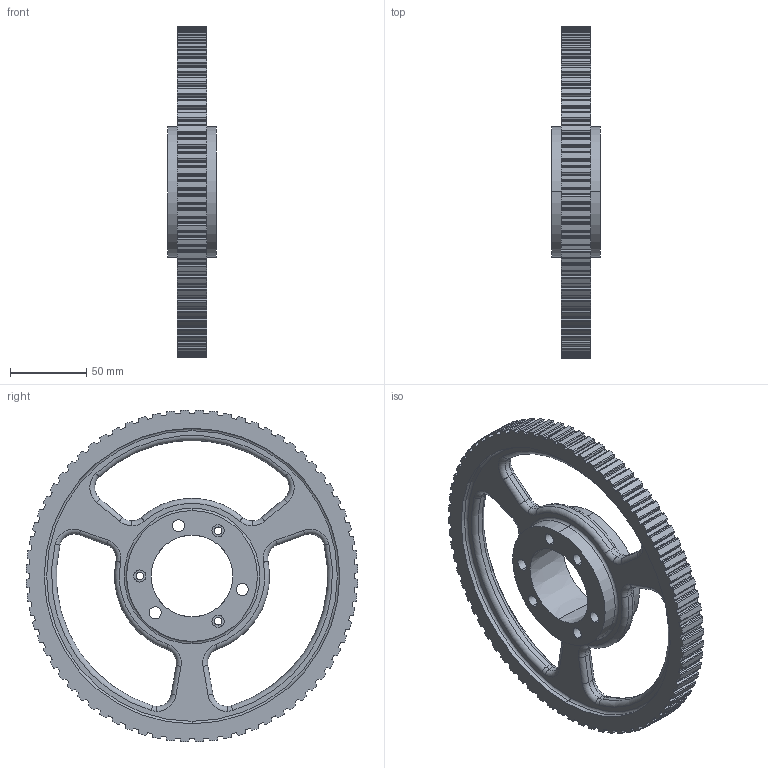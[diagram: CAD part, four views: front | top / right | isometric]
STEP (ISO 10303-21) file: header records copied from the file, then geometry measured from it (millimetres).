
FILE_DESCRIPTION (( 'STEP AP214' ), '1' );
FILE_NAME ('SQD72L050AF-SD.step', '2015-04-14T20:53:41', ( '' ), ( '' ), 'SwSTEP 2.0', 'SolidWorks 2014', '' );
FILE_SCHEMA (( 'AUTOMOTIVE_DESIGN' ));
Length unit declared in the file: inch
Products named in the file (1): SQD72L050AF-SD
Bounding box: 31.75 x 217.53 x 217.53 mm (x, y, z)
Volume: 332627.8 mm3; surface area: 83764.6 mm2
Topology: 1 solids, 1 shells, 759 faces, 2190 edges, 1440 vertices
Faces by surface type: cylinder 474, plane 231, torus 52, cone 2
Entity records: 25432 total; most frequent: DIRECTION 4758, CARTESIAN_POINT 4390, ORIENTED_EDGE 4380, EDGE_CURVE 2190, AXIS2_PLACEMENT_3D 1808, VERTEX_POINT 1440, LINE 1142, VECTOR 1142
